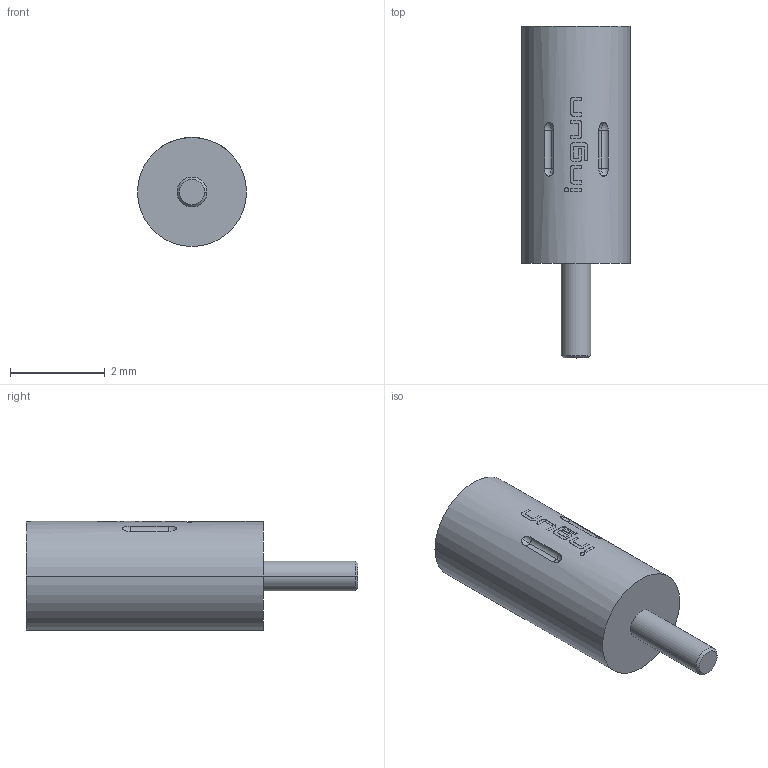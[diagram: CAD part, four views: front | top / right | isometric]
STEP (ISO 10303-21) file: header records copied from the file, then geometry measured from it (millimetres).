
FILE_DESCRIPTION (( 'STEP AP203' ), '1' );
FILE_NAME ('INGUN_KS-967_70.STEP', '2022-02-09T05:39:09', ( 'ochi' ), ( '' ), 'SwSTEP 2.0', 'SolidWorks 2018', '' );
FILE_SCHEMA (( 'CONFIG_CONTROL_DESIGN' ));
Length unit declared in the file: millimetre
Products named in the file (1): INGUN_KS-967_70
Bounding box: 2.3 x 7 x 2.3 mm (x, y, z)
Volume: 21.4 mm3; surface area: 48.6 mm2
Topology: 1 solids, 1 shells, 89 faces, 228 edges, 150 vertices
Faces by surface type: plane 43, bspline 22, cylinder 14, torus 8, cone 2
Entity records: 3011 total; most frequent: CARTESIAN_POINT 960, ORIENTED_EDGE 456, DIRECTION 332, EDGE_CURVE 228, VERTEX_POINT 150, AXIS2_PLACEMENT_3D 130, EDGE_LOOP 98, B_SPLINE_CURVE_WITH_KNOTS 94
